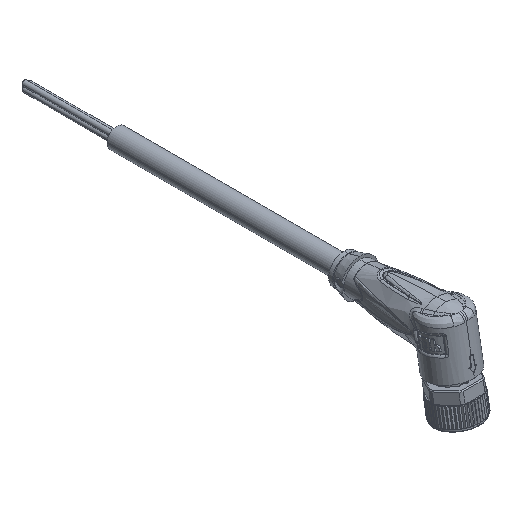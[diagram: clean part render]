
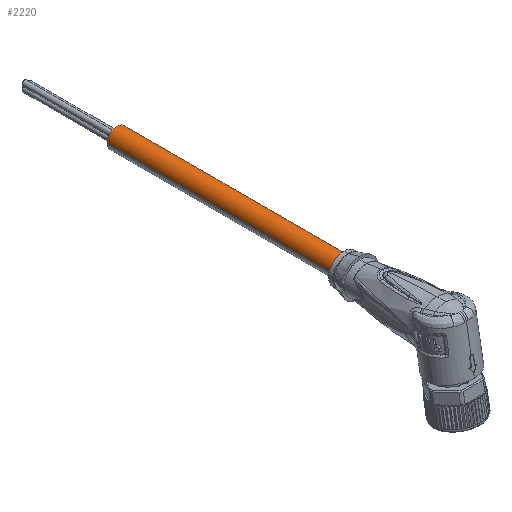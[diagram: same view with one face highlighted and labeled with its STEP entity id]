
A CAD part, isometric view. The second image highlights one B-rep face of the part: STEP entity #2220.
In plain terms, the highlighted cylindrical face has radius 2.15 mm (diameter 4.3 mm), a partial arc.
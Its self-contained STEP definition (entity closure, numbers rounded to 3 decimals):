
#2220=ADVANCED_FACE('',(#6304),#6305,.T.);
#6304=FACE_OUTER_BOUND('',#11933,.T.);
#6305=CYLINDRICAL_SURFACE('',#11934,2.15);
#11933=EDGE_LOOP('',(#66814,#66815,#66816,#66817));
#11934=AXIS2_PLACEMENT_3D('',#66818,#66819,#66820);
#66814=ORIENTED_EDGE('',*,*,#76142,.T.);
#66815=ORIENTED_EDGE('',*,*,#76147,.F.);
#66816=ORIENTED_EDGE('',*,*,#76144,.T.);
#66817=ORIENTED_EDGE('',*,*,#76148,.F.);
#66818=CARTESIAN_POINT('',(0.0,47.5,0.0));
#66819=DIRECTION('',(-0.0,1.0,0.0));
#66820=DIRECTION('',(1.0,0.0,0.0));
#76142=EDGE_CURVE('',#78311,#78312,#78313,.T.);
#76144=EDGE_CURVE('',#78316,#78314,#78317,.T.);
#76147=EDGE_CURVE('',#78316,#78312,#78320,.T.);
#76148=EDGE_CURVE('',#78311,#78314,#78321,.T.);
#78311=VERTEX_POINT('',#81247);
#78312=VERTEX_POINT('',#81248);
#78313=LINE('',#81249,#81250);
#78314=VERTEX_POINT('',#81251);
#78316=VERTEX_POINT('',#81253);
#78317=LINE('',#81254,#81255);
#78320=CIRCLE('',#81258,2.15);
#78321=CIRCLE('',#81259,2.15);
#81247=CARTESIAN_POINT('',(2.15,22.5,0.0));
#81248=CARTESIAN_POINT('',(2.15,72.5,0.0));
#81249=CARTESIAN_POINT('',(2.15,47.5,0.));
#81250=VECTOR('',#89205,1.0);
#81251=CARTESIAN_POINT('',(-2.15,22.5,0.));
#81253=CARTESIAN_POINT('',(-2.15,72.5,0.));
#81254=CARTESIAN_POINT('',(-2.15,47.5,0.));
#81255=VECTOR('',#89209,1.0);
#81258=AXIS2_PLACEMENT_3D('',#89213,#89214,#89215);
#81259=AXIS2_PLACEMENT_3D('',#89216,#89217,#89218);
#89205=DIRECTION('',(0.0,1.0,0.0));
#89209=DIRECTION('',(-0.0,-1.0,-0.0));
#89213=CARTESIAN_POINT('',(0.0,72.5,0.0));
#89214=DIRECTION('',(-0.0,1.0,0.0));
#89215=DIRECTION('',(1.0,0.0,0.0));
#89216=CARTESIAN_POINT('',(0.0,22.5,0.0));
#89217=DIRECTION('',(0.0,-1.0,0.0));
#89218=DIRECTION('',(1.0,0.0,0.0));
